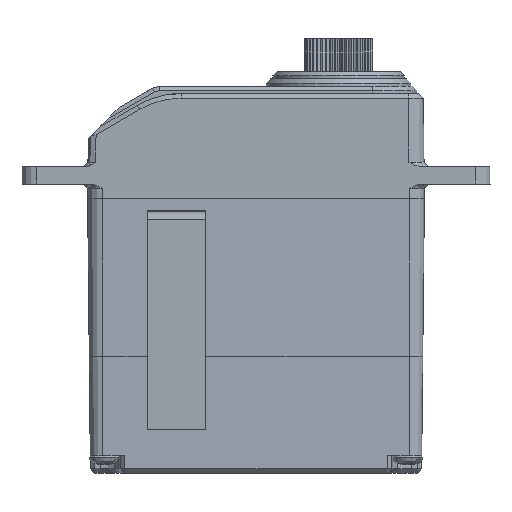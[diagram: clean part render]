
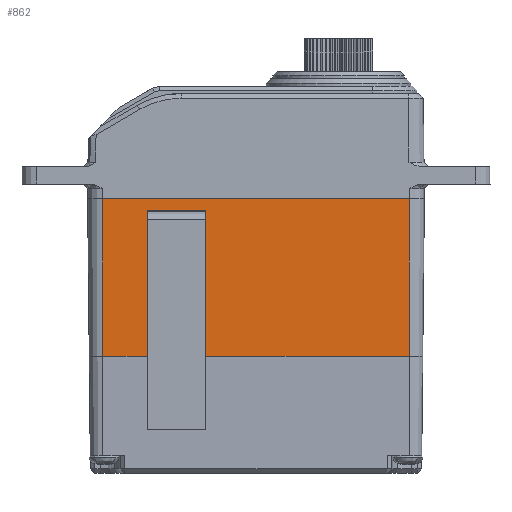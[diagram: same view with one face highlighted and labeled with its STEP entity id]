
A CAD part, left-side view. The second image highlights one B-rep face of the part: STEP entity #862.
In plain terms, the highlighted planar face has unit normal (-1, 0, -0.011).
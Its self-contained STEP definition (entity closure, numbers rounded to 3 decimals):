
#862=ADVANCED_FACE('',(#1789),#14370,.T.);
#1789=FACE_OUTER_BOUND('',#2709,.T.);
#2709=EDGE_LOOP('',(#7157,#7158,#7159,#7160,#7161,#7162,#7163,#7164));
#7157=ORIENTED_EDGE('',*,*,#9696,.F.);
#7158=ORIENTED_EDGE('',*,*,#9697,.F.);
#7159=ORIENTED_EDGE('',*,*,#9706,.T.);
#7160=ORIENTED_EDGE('',*,*,#9596,.F.);
#7161=ORIENTED_EDGE('',*,*,#9597,.F.);
#7162=ORIENTED_EDGE('',*,*,#9598,.T.);
#7163=ORIENTED_EDGE('',*,*,#9579,.T.);
#7164=ORIENTED_EDGE('',*,*,#9695,.F.);
#9579=EDGE_CURVE('',#13439,#13506,#11943,.T.);
#9596=EDGE_CURVE('',#13457,#13438,#11956,.T.);
#9597=EDGE_CURVE('',#13456,#13457,#11957,.T.);
#9598=EDGE_CURVE('',#13456,#13439,#11958,.T.);
#9695=EDGE_CURVE('',#13514,#13506,#12015,.T.);
#9696=EDGE_CURVE('',#13515,#13514,#12016,.T.);
#9697=EDGE_CURVE('',#13513,#13515,#12017,.T.);
#9706=EDGE_CURVE('',#13513,#13438,#12026,.T.);
#11943=B_SPLINE_CURVE_WITH_KNOTS('',1,(#30738,#30739),.UNSPECIFIED.,.F.,
 .F.,(2,2),(-21.,-17.94),.UNSPECIFIED.);
#11956=B_SPLINE_CURVE_WITH_KNOTS('',1,(#30776,#30777),.UNSPECIFIED.,.F.,
 .F.,(2,2),(-10.801,0.),.UNSPECIFIED.);
#11957=B_SPLINE_CURVE_WITH_KNOTS('',1,(#30778,#30779),.UNSPECIFIED.,.F.,
 .F.,(2,2),(-21.,0.),.UNSPECIFIED.);
#11958=B_SPLINE_CURVE_WITH_KNOTS('',1,(#30780,#30781),.UNSPECIFIED.,.F.,
 .F.,(2,2),(0.,10.801),.UNSPECIFIED.);
#12015=B_SPLINE_CURVE_WITH_KNOTS('',1,(#31046,#31047),.UNSPECIFIED.,.F.,
 .F.,(2,2),(0.8,10.8),.UNSPECIFIED.);
#12016=B_SPLINE_CURVE_WITH_KNOTS('',1,(#31048,#31049),.UNSPECIFIED.,.F.,
 .F.,(2,2),(3.44,7.44),.UNSPECIFIED.);
#12017=B_SPLINE_CURVE_WITH_KNOTS('',1,(#31050,#31051),.UNSPECIFIED.,.F.,
 .F.,(2,2),(-10.8,-0.8),.UNSPECIFIED.);
#12026=B_SPLINE_CURVE_WITH_KNOTS('',1,(#31068,#31069),.UNSPECIFIED.,.F.,
 .F.,(2,2),(-13.94,0.),.UNSPECIFIED.);
#13438=VERTEX_POINT('',#30638);
#13439=VERTEX_POINT('',#30639);
#13456=VERTEX_POINT('',#30656);
#13457=VERTEX_POINT('',#30657);
#13506=VERTEX_POINT('',#30706);
#13513=VERTEX_POINT('',#30713);
#13514=VERTEX_POINT('',#30714);
#13515=VERTEX_POINT('',#30715);
#14370=PLANE('',#15089);
#15089=AXIS2_PLACEMENT_3D('',#30528,#15740,$);
#15740=DIRECTION('',(-1.,0.,-0.01));
#30528=CARTESIAN_POINT('',(21.57,-110.211,137.312));
#30638=CARTESIAN_POINT('',(21.694,-108.077,125.397));
#30639=CARTESIAN_POINT('',(21.694,-87.077,125.397));
#30656=CARTESIAN_POINT('',(21.581,-87.077,136.197));
#30657=CARTESIAN_POINT('',(21.581,-108.077,136.197));
#30706=CARTESIAN_POINT('',(21.694,-90.137,125.397));
#30713=CARTESIAN_POINT('',(21.694,-94.137,125.397));
#30714=CARTESIAN_POINT('',(21.59,-90.137,135.397));
#30715=CARTESIAN_POINT('',(21.59,-94.137,135.397));
#30738=CARTESIAN_POINT('',(21.694,-87.077,125.397));
#30739=CARTESIAN_POINT('',(21.694,-90.137,125.397));
#30776=CARTESIAN_POINT('',(21.581,-108.077,136.197));
#30777=CARTESIAN_POINT('',(21.694,-108.077,125.397));
#30778=CARTESIAN_POINT('',(21.581,-87.077,136.197));
#30779=CARTESIAN_POINT('',(21.581,-108.077,136.197));
#30780=CARTESIAN_POINT('',(21.581,-87.077,136.197));
#30781=CARTESIAN_POINT('',(21.694,-87.077,125.397));
#31046=CARTESIAN_POINT('',(21.59,-90.137,135.397));
#31047=CARTESIAN_POINT('',(21.694,-90.137,125.397));
#31048=CARTESIAN_POINT('',(21.59,-94.137,135.397));
#31049=CARTESIAN_POINT('',(21.59,-90.137,135.397));
#31050=CARTESIAN_POINT('',(21.694,-94.137,125.397));
#31051=CARTESIAN_POINT('',(21.59,-94.137,135.397));
#31068=CARTESIAN_POINT('',(21.694,-94.137,125.397));
#31069=CARTESIAN_POINT('',(21.694,-108.077,125.397));
